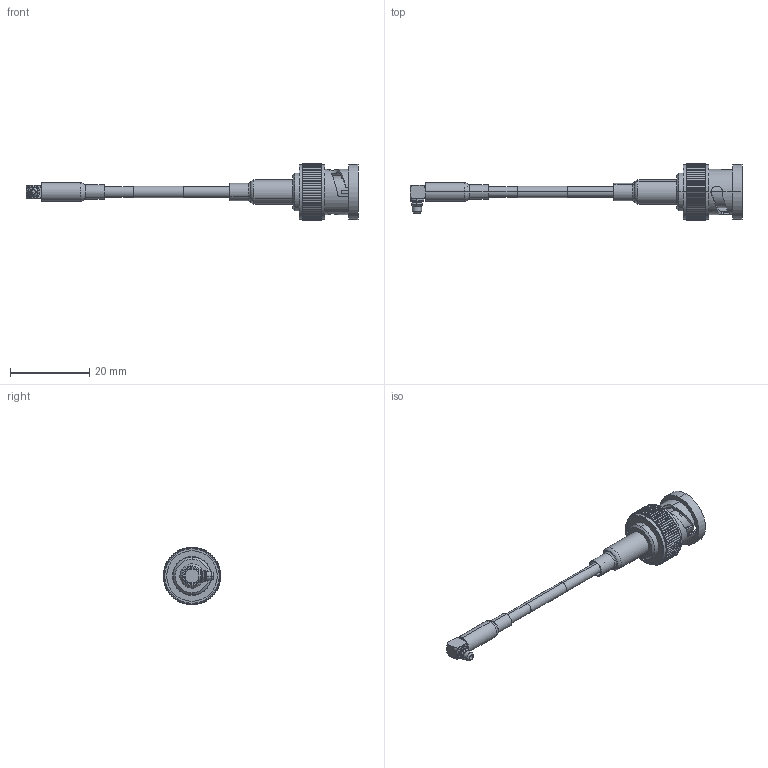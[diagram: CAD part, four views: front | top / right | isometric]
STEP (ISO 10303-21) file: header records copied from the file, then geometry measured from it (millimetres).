
FILE_DESCRIPTION (( 'STEP AP214' ), '1' );
FILE_NAME ('FMCA100082_3D.step', '2024-07-31T22:48:55', ( '' ), ( '' ), 'SwSTEP 2.0', 'SolidWorks 2022', '' );
FILE_SCHEMA (( 'AUTOMOTIVE_DESIGN' ));
Length unit declared in the file: inch
Products named in the file (10): FMCA100082_3D; SC6030; 1AB05-005-MA2; 1AB05-005-MA4; SC9535; 1AB05-005-MA1_with flange; RG188A-U; RG188-HEATSHRINK_5_.75" Long; 1AB05-005-MA3; RG188-HEATSHRINK_4_.75" Long
Assembly tree (9 placements, depth 3):
  FMCA100082_3D
    RG188A-U
    SC9535
    SC6030
      1AB05-005-MA1_with flange
      1AB05-005-MA3
      1AB05-005-MA2
      1AB05-005-MA4
    RG188-HEATSHRINK_5_.75" Long
    RG188-HEATSHRINK_4_.75" Long
Bounding box: 83.54 x 14.48 x 14.48 mm (x, y, z)
Volume: 2094.5 mm3; surface area: 4551.9 mm2
Topology: 9 solids, 9 shells, 498 faces, 1290 edges, 829 vertices
Faces by surface type: plane 221, cylinder 212, cone 36, torus 16, bspline 13
Entity records: 16953 total; most frequent: CARTESIAN_POINT 3311, DIRECTION 2697, ORIENTED_EDGE 2576, EDGE_CURVE 1288, AXIS2_PLACEMENT_3D 981, VERTEX_POINT 829, VECTOR 735, LINE 735
